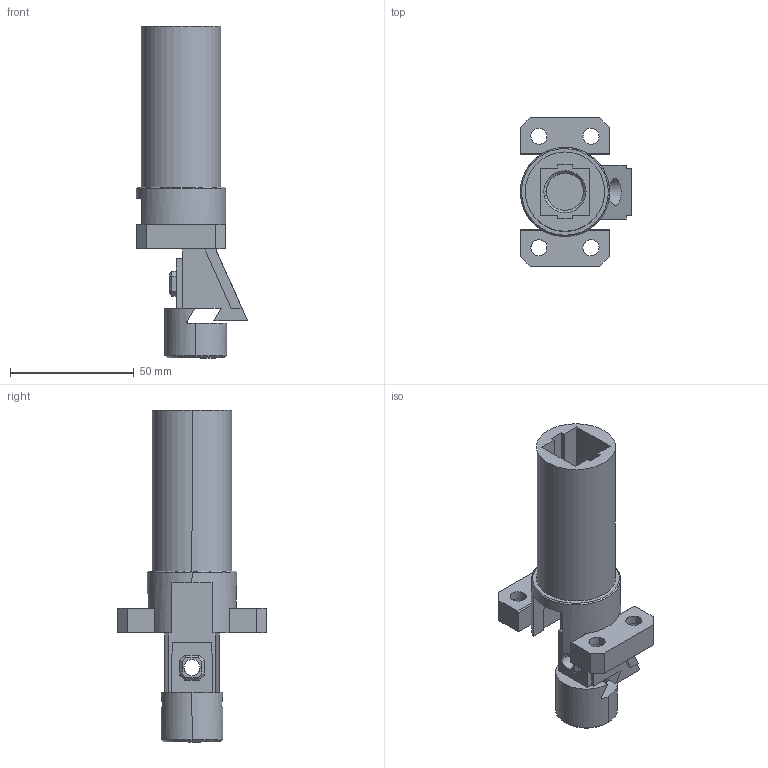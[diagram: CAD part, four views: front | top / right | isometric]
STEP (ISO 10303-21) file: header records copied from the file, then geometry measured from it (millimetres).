
FILE_DESCRIPTION(('CATIA V5 STEP Exchange'),'2;1');
FILE_NAME('SCR01_3D-02.stp','2025-09-15T01:11:06+00:00',('none'),('none'),'CATIA Version 5 Release 20 GA (IN-10)','CATIA V5 STEP AP214','none');
FILE_SCHEMA(('AUTOMOTIVE_DESIGN { 1 0 10303 214 1 1 1 1 }'));
Length unit declared in the file: millimetre
Products named in the file (1): SCR01_02
Bounding box: 44.92 x 60 x 134 mm (x, y, z)
Volume: 77073.6 mm3; surface area: 27421.4 mm2
Topology: 4 solids, 4 shells, 136 faces, 338 edges, 221 vertices
Faces by surface type: plane 91, cylinder 36, cone 9
Entity records: 4314 total; most frequent: CARTESIAN_POINT 1131, ORIENTED_EDGE 676, DIRECTION 550, EDGE_CURVE 338, VECTOR 240, LINE 240, VERTEX_POINT 221, AXIS2_PLACEMENT_3D 189
